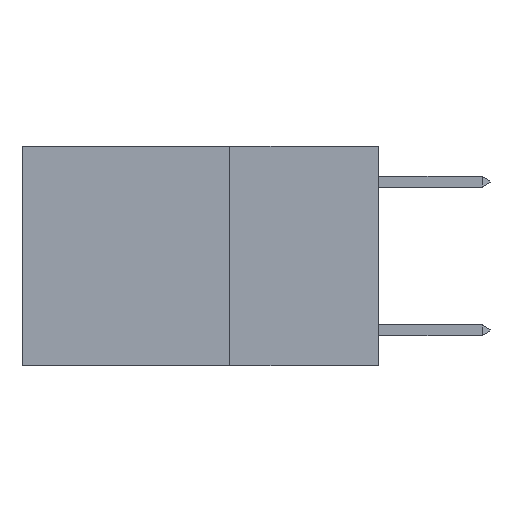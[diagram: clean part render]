
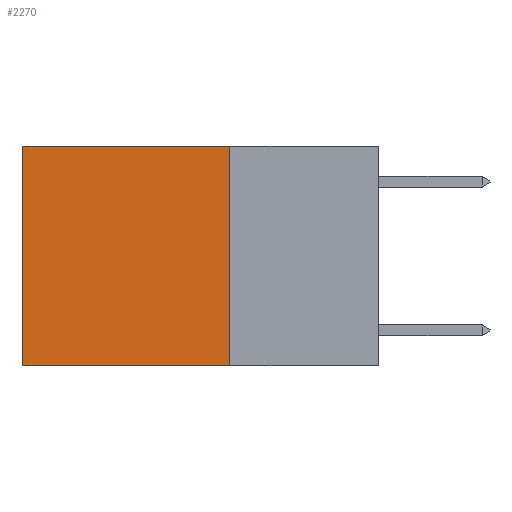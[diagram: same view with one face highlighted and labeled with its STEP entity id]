
A CAD part, left-side view. The second image highlights one B-rep face of the part: STEP entity #2270.
In plain terms, the highlighted planar face has unit normal (-1, 0, 0).
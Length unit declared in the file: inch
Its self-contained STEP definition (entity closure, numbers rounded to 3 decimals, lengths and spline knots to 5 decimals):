
#1302 = DIRECTION ( 'NONE',  ( 0., 1., 0. ) ) ;
#1424 = VERTEX_POINT ( 'NONE', #16820 ) ;
#1456 = CARTESIAN_POINT ( 'NONE',  ( 0.2625, 0.25, -0.37 ) ) ;
#1987 = DIRECTION ( 'NONE',  ( 0., 0., -1. ) ) ;
#2270 = ADVANCED_FACE ( 'NONE', ( #16532 ), #4012, .F. ) ;
#4012 = PLANE ( 'NONE',  #4339 ) ;
#4176 = EDGE_CURVE ( 'NONE', #11087, #1424, #22166, .T. ) ;
#4232 = DIRECTION ( 'NONE',  ( 0., 0., -1. ) ) ;
#4321 = ORIENTED_EDGE ( 'NONE', *, *, #4944, .T. ) ;
#4339 = AXIS2_PLACEMENT_3D ( 'NONE', #18030, #5623, #4232 ) ;
#4944 = EDGE_CURVE ( 'NONE', #10788, #1424, #17815, .T. ) ;
#5050 = CARTESIAN_POINT ( 'NONE',  ( 0.2625, 0.25, 0. ) ) ;
#5282 = ORIENTED_EDGE ( 'NONE', *, *, #9330, .T. ) ;
#5623 = DIRECTION ( 'NONE',  ( 1., 0., 0. ) ) ;
#6151 = CARTESIAN_POINT ( 'NONE',  ( 0.2625, 0.25, -0.37 ) ) ;
#6331 = VECTOR ( 'NONE', #18042, 39.37008 ) ;
#6650 = VERTEX_POINT ( 'NONE', #5050 ) ;
#6703 = ORIENTED_EDGE ( 'NONE', *, *, #4176, .F. ) ;
#8801 = CARTESIAN_POINT ( 'NONE',  ( 0.2625, 0.25, 0. ) ) ;
#9330 = EDGE_CURVE ( 'NONE', #6650, #10788, #10124, .T. ) ;
#10124 = LINE ( 'NONE', #20816, #12462 ) ;
#10351 = DIRECTION ( 'NONE',  ( 0., 1., 0. ) ) ;
#10788 = VERTEX_POINT ( 'NONE', #11269 ) ;
#10836 = CARTESIAN_POINT ( 'NONE',  ( 0.2625, 0.6, 0. ) ) ;
#11087 = VERTEX_POINT ( 'NONE', #1456 ) ;
#11269 = CARTESIAN_POINT ( 'NONE',  ( 0.2625, 0.6, 0. ) ) ;
#12285 = LINE ( 'NONE', #8801, #16075 ) ;
#12462 = VECTOR ( 'NONE', #10351, 39.37008 ) ;
#14054 = ORIENTED_EDGE ( 'NONE', *, *, #20413, .F. ) ;
#14957 = VECTOR ( 'NONE', #1302, 39.37008 ) ;
#16075 = VECTOR ( 'NONE', #1987, 39.37008 ) ;
#16532 = FACE_OUTER_BOUND ( 'NONE', #19058, .T. ) ;
#16820 = CARTESIAN_POINT ( 'NONE',  ( 0.2625, 0.6, -0.37 ) ) ;
#17815 = LINE ( 'NONE', #10836, #6331 ) ;
#18030 = CARTESIAN_POINT ( 'NONE',  ( 0.2625, 0.25, 0. ) ) ;
#18042 = DIRECTION ( 'NONE',  ( 0., 0., -1. ) ) ;
#19058 = EDGE_LOOP ( 'NONE', ( #4321, #6703, #14054, #5282 ) ) ;
#20413 = EDGE_CURVE ( 'NONE', #6650, #11087, #12285, .T. ) ;
#20816 = CARTESIAN_POINT ( 'NONE',  ( 0.2625, 0.25, 0. ) ) ;
#22166 = LINE ( 'NONE', #6151, #14957 ) ;
